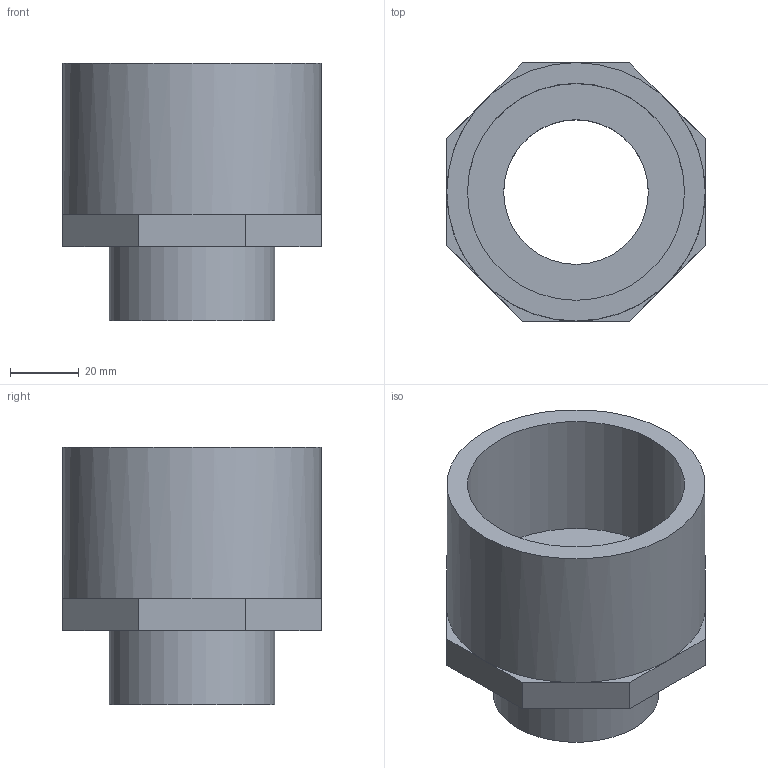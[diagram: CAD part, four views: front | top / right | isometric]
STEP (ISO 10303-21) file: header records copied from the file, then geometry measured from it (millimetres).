
FILE_DESCRIPTION(/* description */ (''),/* implementation_level */ '2;1');
FILE_NAME(/* name */ 'KIFV075063112.ipt.stp',/* time_stamp */ '2013-10-01T14:44:45+02:00',/* author */ ('bfaro'),/* organization */ (''),/* preprocessor_version */ 'ST-DEVELOPER v15.2',/* originating_system */ 'Autodesk Inventor 2014',/* authorisation */ '');
FILE_SCHEMA (('AUTOMOTIVE_DESIGN { 1 0 10303 214 3 1 1 }'));
Length unit declared in the file: millimetre
Products named in the file (1): KIFV075063112
Bounding box: 75 x 75 x 74.7 mm (x, y, z)
Volume: 107146.6 mm3; surface area: 34818 mm2
Topology: 1 solids, 1 shells, 24 faces, 52 edges, 32 vertices
Faces by surface type: plane 20, cylinder 4
Full cylindrical faces by diameter (mm): 42 x1, 48 x1, 63 x1, 75 x1
Entity records: 651 total; most frequent: DIRECTION 112, CARTESIAN_POINT 103, ORIENTED_EDGE 94, EDGE_CURVE 47, AXIS2_PLACEMENT_3D 40, LINE 32, VECTOR 32, EDGE_LOOP 32
